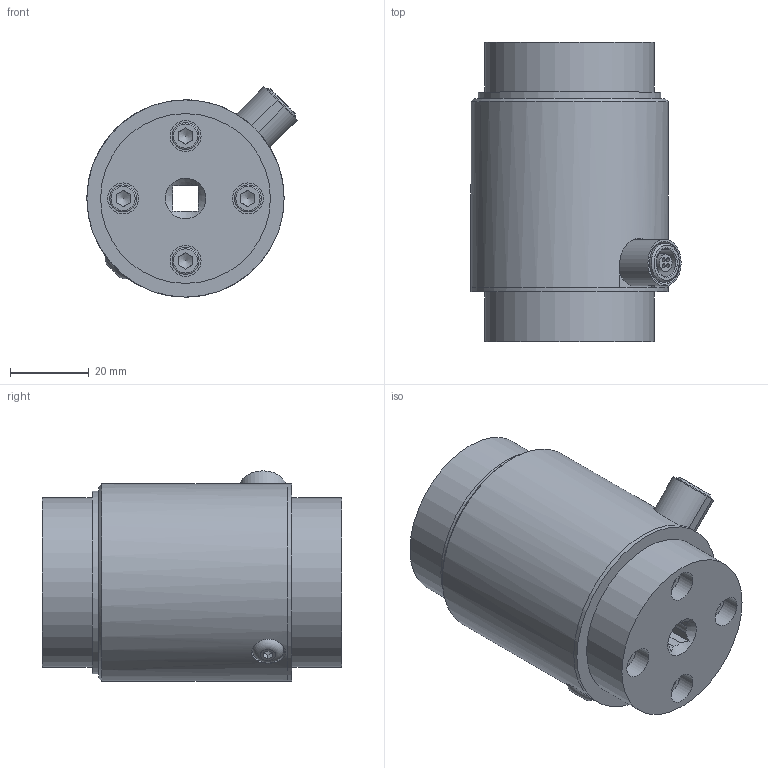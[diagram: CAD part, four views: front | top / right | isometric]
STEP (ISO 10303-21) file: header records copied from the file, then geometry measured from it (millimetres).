
FILE_DESCRIPTION(/* description */ (''),/* implementation_level */ '2;1');
FILE_NAME(/* name */ 'TDD400 inoz.stp',/* time_stamp */ '2018-05-17T11:37:13-07:00',/* author */ ('javier'),/* organization */ (''),/* preprocessor_version */ 'ST-DEVELOPER v16.13',/* originating_system */ 'Autodesk Inventor 2018',/* authorisation */ '');
FILE_SCHEMA (('AUTOMOTIVE_DESIGN { 1 0 10303 214 3 1 1 }'));
Length unit declared in the file: inch
Products named in the file (1): TDD400 inoz
Bounding box: 53.46 x 76.2 x 53.46 mm (x, y, z)
Volume: 124641 mm3; surface area: 39517.4 mm2
Topology: 1 solids, 26 shells, 359 faces, 809 edges, 535 vertices
Faces by surface type: plane 189, cylinder 113, cone 38, torus 19
Full cylindrical faces by diameter (mm): 0.8 x8, 1 x4, 1.1 x8, 1.45 x4, 3.302 x9, 4.166 x9, 4.5 x1, 4.597 x8, 6.35 x1, 6.858 x8, 7.874 x8, 7.9 x1, 7.925 x1, 8.357 x1, 8.636 x1, 9.75 x1, 10 x1, 12.827 x1, 15.24 x1, 17.78 x1, 18.415 x1, 19.012 x2, 19.075 x2, 43.18 x2, 46.355 x1, 46.457 x1, 46.99 x1, 47.003 x1, 50.165 x2
Entity records: 9367 total; most frequent: CARTESIAN_POINT 1794, DIRECTION 1509, ORIENTED_EDGE 1210, AXIS2_PLACEMENT_3D 636, EDGE_CURVE 605, EDGE_LOOP 572, VERTEX_POINT 471, FACE_OUTER_BOUND 359
